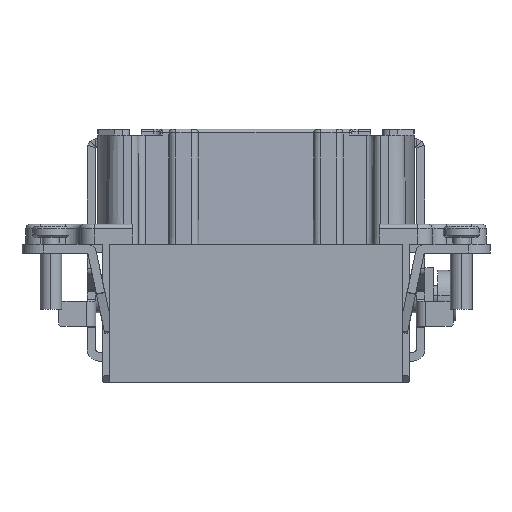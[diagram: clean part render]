
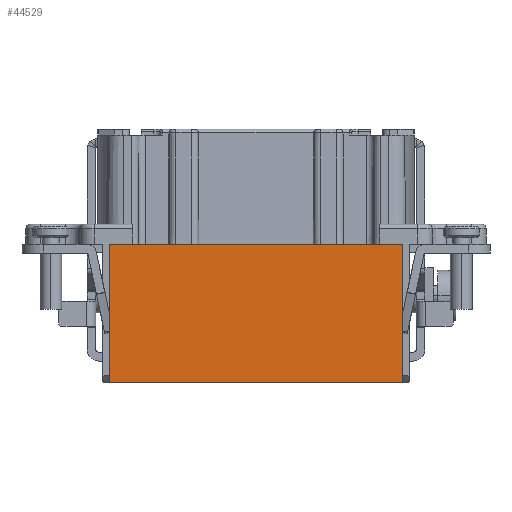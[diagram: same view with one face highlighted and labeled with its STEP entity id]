
A CAD part, left-side view. The second image highlights one B-rep face of the part: STEP entity #44529.
In plain terms, the highlighted planar face has unit normal (-1, 0, 0).
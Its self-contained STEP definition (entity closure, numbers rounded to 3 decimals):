
#433=DIRECTION('',(0.,-1.,0.));
#434=VECTOR('',#433,40.7);
#435=CARTESIAN_POINT('',(-16.95,20.35,0.));
#436=LINE('',#435,#434);
#2573=DIRECTION('',(0.,-1.,0.));
#2574=VECTOR('',#2573,40.7);
#2575=CARTESIAN_POINT('',(-16.95,20.35,-19.2));
#2576=LINE('',#2575,#2574);
#13785=DIRECTION('',(0.,0.,1.));
#13786=VECTOR('',#13785,19.2);
#13787=CARTESIAN_POINT('',(-16.95,20.35,-19.2));
#13788=LINE('',#13787,#13786);
#13789=DIRECTION('',(0.,0.,-1.));
#13790=VECTOR('',#13789,19.2);
#13791=CARTESIAN_POINT('',(-16.95,-20.35,0.));
#13792=LINE('',#13791,#13790);
#22392=CARTESIAN_POINT('',(-16.95,20.35,0.));
#22393=CARTESIAN_POINT('',(-16.95,-20.35,0.));
#22394=VERTEX_POINT('',#22392);
#22395=VERTEX_POINT('',#22393);
#22400=CARTESIAN_POINT('',(-16.95,20.35,-19.2));
#22401=CARTESIAN_POINT('',(-16.95,-20.35,-19.2));
#22402=VERTEX_POINT('',#22400);
#22403=VERTEX_POINT('',#22401);
#44518=CARTESIAN_POINT('',(-16.95,-17.21,0.));
#44519=DIRECTION('',(-1.,0.,0.));
#44520=DIRECTION('',(0.,-1.,0.));
#44521=AXIS2_PLACEMENT_3D('',#44518,#44519,#44520);
#44522=PLANE('',#44521);
#44523=ORIENTED_EDGE('',*,*,#32935,.T.);
#44524=ORIENTED_EDGE('',*,*,#27938,.T.);
#44525=ORIENTED_EDGE('',*,*,#34867,.T.);
#44526=ORIENTED_EDGE('',*,*,#29591,.F.);
#44527=EDGE_LOOP('',(#44523,#44524,#44525,#44526));
#44528=FACE_OUTER_BOUND('',#44527,.F.);
#44529=ADVANCED_FACE('',(#44528),#44522,.T.);
#27938=EDGE_CURVE('',#22394,#22395,#436,.T.);
#29591=EDGE_CURVE('',#22402,#22403,#2576,.T.);
#32935=EDGE_CURVE('',#22402,#22394,#13788,.T.);
#34867=EDGE_CURVE('',#22395,#22403,#13792,.T.);
